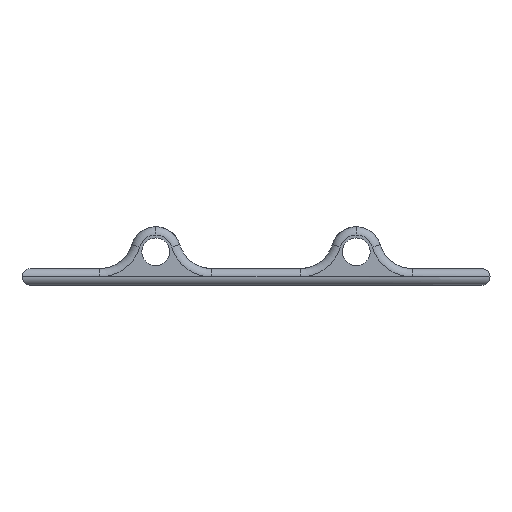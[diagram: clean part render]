
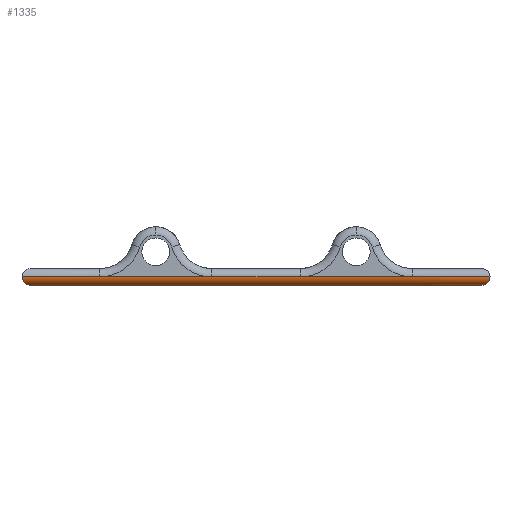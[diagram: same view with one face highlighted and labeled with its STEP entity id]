
A CAD part, front view. The second image highlights one B-rep face of the part: STEP entity #1335.
In plain terms, the highlighted cylindrical face has radius 1.25 mm (diameter 2.5 mm), a partial arc.
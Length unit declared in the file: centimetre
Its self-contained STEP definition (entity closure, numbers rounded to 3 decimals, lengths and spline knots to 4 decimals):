
#204 = LINE ( 'NONE', #2835, #363 ) ;
#355 = CARTESIAN_POINT ( 'NONE',  ( 0., 0., 0.0518 ) ) ;
#363 = VECTOR ( 'NONE', #3108, 100. ) ;
#364 = DIRECTION ( 'NONE',  ( 1., 0., 0. ) ) ;
#401 = CARTESIAN_POINT ( 'NONE',  ( 7., 0., 0.125 ) ) ;
#496 = EDGE_CURVE ( 'NONE', #2153, #1803, #1456, .T. ) ;
#503 = CARTESIAN_POINT ( 'NONE',  ( 0., 0.125, 0.125 ) ) ;
#521 = LINE ( 'NONE', #2387, #2450 ) ;
#565 = LINE ( 'NONE', #1080, #1860 ) ;
#588 = VERTEX_POINT ( 'NONE', #2747 ) ;
#599 = LINE ( 'NONE', #1730, #919 ) ;
#709 = EDGE_CURVE ( 'NONE', #588, #950, #204, .T. ) ;
#740 = CARTESIAN_POINT ( 'NONE',  ( 7., 0., 0.125 ) ) ;
#759 = DIRECTION ( 'NONE',  ( -1., 0., 0. ) ) ;
#789 = FACE_OUTER_BOUND ( 'NONE', #2585, .T. ) ;
#793 = CARTESIAN_POINT ( 'NONE',  ( 6.875, 0.125, 0. ) ) ;
#831 = CARTESIAN_POINT ( 'NONE',  ( 7., 0., 0.125 ) ) ;
#852 = CARTESIAN_POINT ( 'NONE',  ( 0.125, 0.125, 0. ) ) ;
#919 = VECTOR ( 'NONE', #2550, 100. ) ;
#938 = VERTEX_POINT ( 'NONE', #2237 ) ;
#941 = DIRECTION ( 'NONE',  ( -1., 0., 0. ) ) ;
#950 = VERTEX_POINT ( 'NONE', #1738 ) ;
#975 = VERTEX_POINT ( 'NONE', #793 ) ;
#1030 = DIRECTION ( 'NONE',  ( 0., 0., 1. ) ) ;
#1080 = CARTESIAN_POINT ( 'NONE',  ( 7., 0., 0.125 ) ) ;
#1098 =( BOUNDED_CURVE ( )  B_SPLINE_CURVE ( 3, ( #2696, #355, #1626, #852 ),
 .UNSPECIFIED., .F., .T. ) 
 B_SPLINE_CURVE_WITH_KNOTS ( ( 4, 4 ),
 ( 3.1416, 4.7124 ),
 .UNSPECIFIED. ) 
 CURVE ( )  GEOMETRIC_REPRESENTATION_ITEM ( )  RATIONAL_B_SPLINE_CURVE ( ( 1., 0.805, 0.805, 1. ) ) 
 REPRESENTATION_ITEM ( '' )  );
#1100 = EDGE_CURVE ( 'NONE', #975, #2259, #521, .T. ) ;
#1174 = CARTESIAN_POINT ( 'NONE',  ( 4.1615, 0., 0.125 ) ) ;
#1236 = ORIENTED_EDGE ( 'NONE', *, *, #1412, .F. ) ;
#1275 = CYLINDRICAL_SURFACE ( 'NONE', #2397, 0.125 ) ;
#1335 = ADVANCED_FACE ( 'NONE', ( #789 ), #1275, .T. ) ;
#1354 = ORIENTED_EDGE ( 'NONE', *, *, #709, .T. ) ;
#1396 = VERTEX_POINT ( 'NONE', #740 ) ;
#1412 = EDGE_CURVE ( 'NONE', #938, #1396, #599, .T. ) ;
#1456 = LINE ( 'NONE', #3307, #1898 ) ;
#1472 = CARTESIAN_POINT ( 'NONE',  ( 0.125, 0.125, 0. ) ) ;
#1626 = CARTESIAN_POINT ( 'NONE',  ( 0.0518, 0.0518, 0. ) ) ;
#1634 = VECTOR ( 'NONE', #364, 100. ) ;
#1664 = ORIENTED_EDGE ( 'NONE', *, *, #2527, .T. ) ;
#1707 = CARTESIAN_POINT ( 'NONE',  ( 6.9482, 0.0518, 0. ) ) ;
#1730 = CARTESIAN_POINT ( 'NONE',  ( 7., 0., 0.125 ) ) ;
#1738 = CARTESIAN_POINT ( 'NONE',  ( 0., 0., 0.125 ) ) ;
#1749 = ORIENTED_EDGE ( 'NONE', *, *, #2213, .T. ) ;
#1803 = VERTEX_POINT ( 'NONE', #3168 ) ;
#1860 = VECTOR ( 'NONE', #3158, 100. ) ;
#1898 = VECTOR ( 'NONE', #941, 100. ) ;
#2033 = EDGE_CURVE ( 'NONE', #588, #1803, #3167, .T. ) ;
#2153 = VERTEX_POINT ( 'NONE', #1174 ) ;
#2213 = EDGE_CURVE ( 'NONE', #975, #1396, #2266, .T. ) ;
#2237 = CARTESIAN_POINT ( 'NONE',  ( 5.8385, 0., 0.125 ) ) ;
#2259 = VERTEX_POINT ( 'NONE', #1472 ) ;
#2266 =( BOUNDED_CURVE ( )  B_SPLINE_CURVE ( 3, ( #3231, #1707, #2742, #401 ),
 .UNSPECIFIED., .F., .T. ) 
 B_SPLINE_CURVE_WITH_KNOTS ( ( 4, 4 ),
 ( 4.7124, 6.2832 ),
 .UNSPECIFIED. ) 
 CURVE ( )  GEOMETRIC_REPRESENTATION_ITEM ( )  RATIONAL_B_SPLINE_CURVE ( ( 1., 0.805, 0.805, 1. ) ) 
 REPRESENTATION_ITEM ( '' )  );
#2343 = DIRECTION ( 'NONE',  ( -1., 0., 0. ) ) ;
#2387 = CARTESIAN_POINT ( 'NONE',  ( 0., 0.125, 0. ) ) ;
#2397 = AXIS2_PLACEMENT_3D ( 'NONE', #503, #759, #1030 ) ;
#2412 = ORIENTED_EDGE ( 'NONE', *, *, #2033, .F. ) ;
#2450 = VECTOR ( 'NONE', #2343, 100. ) ;
#2527 = EDGE_CURVE ( 'NONE', #950, #2259, #1098, .T. ) ;
#2550 = DIRECTION ( 'NONE',  ( 1., 0., 0. ) ) ;
#2585 = EDGE_LOOP ( 'NONE', ( #2858, #1749, #1236, #2893, #2854, #2412, #1354, #1664 ) ) ;
#2586 = EDGE_CURVE ( 'NONE', #2153, #938, #565, .T. ) ;
#2696 = CARTESIAN_POINT ( 'NONE',  ( 0., 0., 0.125 ) ) ;
#2742 = CARTESIAN_POINT ( 'NONE',  ( 7., 0., 0.0518 ) ) ;
#2747 = CARTESIAN_POINT ( 'NONE',  ( 1.1615, 0., 0.125 ) ) ;
#2835 = CARTESIAN_POINT ( 'NONE',  ( 0., 0., 0.125 ) ) ;
#2854 = ORIENTED_EDGE ( 'NONE', *, *, #496, .T. ) ;
#2858 = ORIENTED_EDGE ( 'NONE', *, *, #1100, .F. ) ;
#2893 = ORIENTED_EDGE ( 'NONE', *, *, #2586, .F. ) ;
#3108 = DIRECTION ( 'NONE',  ( -1., 0., 0. ) ) ;
#3158 = DIRECTION ( 'NONE',  ( 1., 0., 0. ) ) ;
#3167 = LINE ( 'NONE', #831, #1634 ) ;
#3168 = CARTESIAN_POINT ( 'NONE',  ( 2.8385, 0., 0.125 ) ) ;
#3231 = CARTESIAN_POINT ( 'NONE',  ( 6.875, 0.125, 0. ) ) ;
#3307 = CARTESIAN_POINT ( 'NONE',  ( 0., 0., 0.125 ) ) ;
